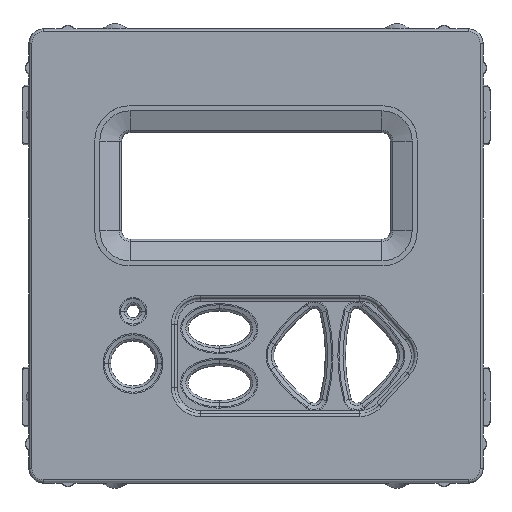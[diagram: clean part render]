
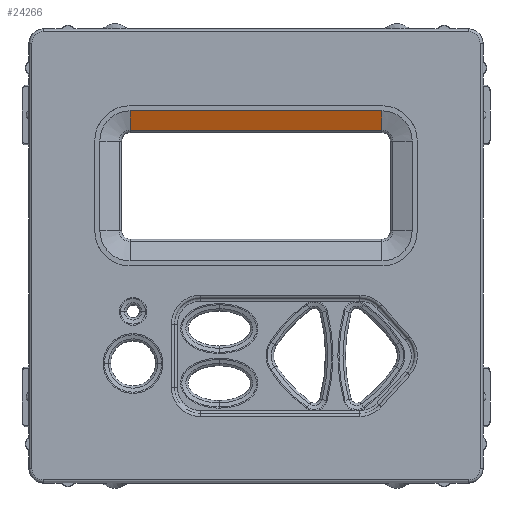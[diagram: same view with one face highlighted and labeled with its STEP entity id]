
A CAD part, top view. The second image highlights one B-rep face of the part: STEP entity #24266.
In plain terms, the highlighted planar face has unit normal (0, -0.342, 0.94).
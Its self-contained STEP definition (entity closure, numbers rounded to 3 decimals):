
#24246=AXIS2_PLACEMENT_3D('Plane Axis2P3D',#24243,#24244,#24245) ;
#21760=CARTESIAN_POINT('Vertex',(-14.75,16.978,8.2)) ;
#21781=CARTESIAN_POINT('Line Origine',(0.,16.978,8.2)) ;
#21785=CARTESIAN_POINT('Vertex',(14.75,16.978,8.2)) ;
#24227=CARTESIAN_POINT('Vertex',(-14.75,14.72,7.378)) ;
#24230=CARTESIAN_POINT('Line Origine',(-14.75,15.72,7.742)) ;
#24243=CARTESIAN_POINT('Axis2P3D Location',(36.737,16.978,8.2)) ;
#24248=CARTESIAN_POINT('Line Origine',(14.75,15.72,7.742)) ;
#24252=CARTESIAN_POINT('Vertex',(14.75,14.72,7.378)) ;
#24255=CARTESIAN_POINT('Line Origine',(0.,14.72,7.378)) ;
#21782=DIRECTION('Vector Direction',(-1.,0.,0.)) ;
#24231=DIRECTION('Vector Direction',(0.,0.94,0.342)) ;
#24244=DIRECTION('Axis2P3D Direction',(0.,-0.342,0.94)) ;
#24245=DIRECTION('Axis2P3D XDirection',(-1.,0.,0.)) ;
#24249=DIRECTION('Vector Direction',(0.,-0.94,-0.342)) ;
#24256=DIRECTION('Vector Direction',(-1.,0.,0.)) ;
#21783=VECTOR('Line Direction',#21782,1.) ;
#24232=VECTOR('Line Direction',#24231,1.) ;
#24250=VECTOR('Line Direction',#24249,1.) ;
#24257=VECTOR('Line Direction',#24256,1.) ;
#24261=ORIENTED_EDGE('',*,*,#24254,.F.) ;
#24262=ORIENTED_EDGE('',*,*,#21787,.F.) ;
#24263=ORIENTED_EDGE('',*,*,#24234,.T.) ;
#24264=ORIENTED_EDGE('',*,*,#24259,.T.) ;
#24266=ADVANCED_FACE('PartBody',(#24265),#24247,.T.) ;
#21787=EDGE_CURVE('',#21761,#21786,#21784,.F.) ;
#24234=EDGE_CURVE('',#21761,#24228,#24233,.F.) ;
#24254=EDGE_CURVE('',#21786,#24253,#24251,.T.) ;
#24259=EDGE_CURVE('',#24228,#24253,#24258,.F.) ;
#24260=EDGE_LOOP('',(#24261,#24262,#24263,#24264)) ;
#24265=FACE_OUTER_BOUND('',#24260,.T.) ;
#21784=LINE('Line',#21781,#21783) ;
#24233=LINE('Line',#24230,#24232) ;
#24251=LINE('Line',#24248,#24250) ;
#24258=LINE('Line',#24255,#24257) ;
#24247=PLANE('',#24246) ;
#21761=VERTEX_POINT('',#21760) ;
#21786=VERTEX_POINT('',#21785) ;
#24228=VERTEX_POINT('',#24227) ;
#24253=VERTEX_POINT('',#24252) ;
